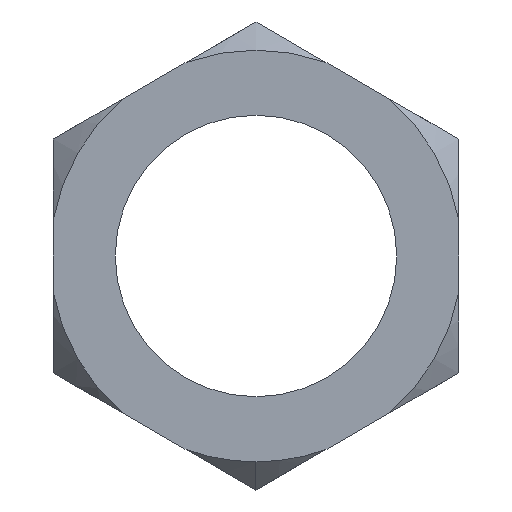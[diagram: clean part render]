
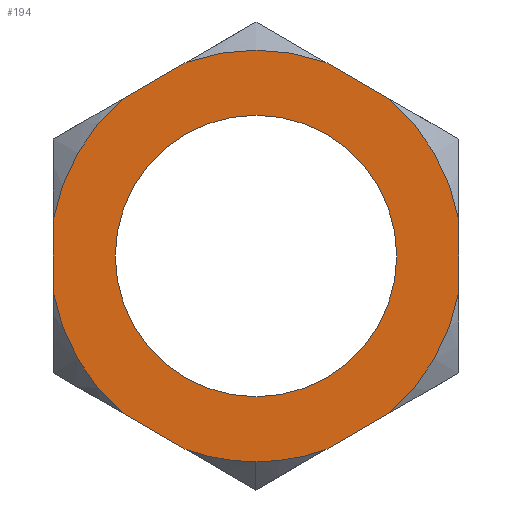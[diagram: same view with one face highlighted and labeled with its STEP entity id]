
A CAD part, left-side view. The second image highlights one B-rep face of the part: STEP entity #194.
In plain terms, the highlighted planar face has unit normal (-1, 0, 0).
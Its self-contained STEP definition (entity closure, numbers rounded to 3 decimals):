
#38 = EDGE_CURVE ( 'NONE', #642, #963, #1487, .T. ) ;
#59 = VERTEX_POINT ( 'NONE', #3081 ) ;
#72 = DIRECTION ( 'NONE',  ( 0., 0., 1. ) ) ;
#81 = DIRECTION ( 'NONE',  ( 0., 0., 1. ) ) ;
#82 = ORIENTED_EDGE ( 'NONE', *, *, #3290, .F. ) ;
#85 = VECTOR ( 'NONE', #198, 1000. ) ;
#94 = DIRECTION ( 'NONE',  ( 0., 0., 1. ) ) ;
#99 = DIRECTION ( 'NONE',  ( 1., 0., 0. ) ) ;
#109 = CARTESIAN_POINT ( 'NONE',  ( -8., 0., -20.785 ) ) ;
#110 = VERTEX_POINT ( 'NONE', #1588 ) ;
#117 = CARTESIAN_POINT ( 'NONE',  ( -8., 0., 0. ) ) ;
#120 = ORIENTED_EDGE ( 'NONE', *, *, #38, .F. ) ;
#148 = CARTESIAN_POINT ( 'NONE',  ( -8., -11.783, -13.982 ) ) ;
#164 = DIRECTION ( 'NONE',  ( 0., 0., 1. ) ) ;
#194 = ADVANCED_FACE ( 'NONE', ( #743, #2911 ), #1602, .F. ) ;
#198 = DIRECTION ( 'NONE',  ( 0., 0., 1. ) ) ;
#228 = DIRECTION ( 'NONE',  ( 0., 0., -1. ) ) ;
#308 = ORIENTED_EDGE ( 'NONE', *, *, #520, .T. ) ;
#310 = VECTOR ( 'NONE', #3403, 1000. ) ;
#326 = AXIS2_PLACEMENT_3D ( 'NONE', #814, #3461, #511 ) ;
#339 = DIRECTION ( 'NONE',  ( -1., 0., 0. ) ) ;
#341 = AXIS2_PLACEMENT_3D ( 'NONE', #2022, #1682, #94 ) ;
#392 = EDGE_CURVE ( 'NONE', #3325, #59, #974, .T. ) ;
#441 = EDGE_CURVE ( 'NONE', #2249, #2797, #1420, .T. ) ;
#506 = AXIS2_PLACEMENT_3D ( 'NONE', #998, #1824, #228 ) ;
#511 = DIRECTION ( 'NONE',  ( 0., 0., 1. ) ) ;
#520 = EDGE_CURVE ( 'NONE', #916, #2706, #2760, .T. ) ;
#524 = CARTESIAN_POINT ( 'NONE',  ( -8., 11.783, -13.982 ) ) ;
#528 = VERTEX_POINT ( 'NONE', #2236 ) ;
#613 = DIRECTION ( 'NONE',  ( 0., 0.866, -0.5 ) ) ;
#642 = VERTEX_POINT ( 'NONE', #3122 ) ;
#662 = VERTEX_POINT ( 'NONE', #2173 ) ;
#676 = AXIS2_PLACEMENT_3D ( 'NONE', #3348, #1436, #81 ) ;
#713 = ORIENTED_EDGE ( 'NONE', *, *, #1654, .T. ) ;
#739 = CARTESIAN_POINT ( 'NONE',  ( -8., 0., 20.785 ) ) ;
#743 = FACE_BOUND ( 'NONE', #1894, .T. ) ;
#751 = CARTESIAN_POINT ( 'NONE',  ( -8., 6.217, 17.195 ) ) ;
#814 = CARTESIAN_POINT ( 'NONE',  ( -8., 0., 0. ) ) ;
#912 = DIRECTION ( 'NONE',  ( 0., 0., 1. ) ) ;
#916 = VERTEX_POINT ( 'NONE', #2234 ) ;
#963 = VERTEX_POINT ( 'NONE', #524 ) ;
#974 = CIRCLE ( 'NONE', #2053, 18.285 ) ;
#998 = CARTESIAN_POINT ( 'NONE',  ( -8., 0., 0. ) ) ;
#1000 = CARTESIAN_POINT ( 'NONE',  ( -8., 0., 12.5 ) ) ;
#1015 = LINE ( 'NONE', #3418, #85 ) ;
#1088 = EDGE_CURVE ( 'NONE', #1324, #2704, #1395, .T. ) ;
#1091 = CARTESIAN_POINT ( 'NONE',  ( -8., 0., 0. ) ) ;
#1116 = CIRCLE ( 'NONE', #3247, 18.285 ) ;
#1125 = EDGE_CURVE ( 'NONE', #2249, #2706, #3048, .T. ) ;
#1148 = ORIENTED_EDGE ( 'NONE', *, *, #392, .T. ) ;
#1193 = DIRECTION ( 'NONE',  ( 0., 0.866, 0.5 ) ) ;
#1285 = VECTOR ( 'NONE', #2894, 1000. ) ;
#1288 = AXIS2_PLACEMENT_3D ( 'NONE', #3006, #99, #3344 ) ;
#1324 = VERTEX_POINT ( 'NONE', #1000 ) ;
#1395 = CIRCLE ( 'NONE', #1288, 12.5 ) ;
#1409 = AXIS2_PLACEMENT_3D ( 'NONE', #1091, #2703, #1909 ) ;
#1418 = ORIENTED_EDGE ( 'NONE', *, *, #1432, .F. ) ;
#1420 = CIRCLE ( 'NONE', #341, 18.285 ) ;
#1432 = EDGE_CURVE ( 'NONE', #3325, #3292, #3147, .T. ) ;
#1436 = DIRECTION ( 'NONE',  ( -1., 0., 0. ) ) ;
#1451 = AXIS2_PLACEMENT_3D ( 'NONE', #3061, #339, #72 ) ;
#1487 = LINE ( 'NONE', #109, #2925 ) ;
#1533 = EDGE_CURVE ( 'NONE', #528, #59, #1015, .T. ) ;
#1588 = CARTESIAN_POINT ( 'NONE',  ( -8., -6.217, 17.195 ) ) ;
#1602 = PLANE ( 'NONE',  #506 ) ;
#1621 = ORIENTED_EDGE ( 'NONE', *, *, #3206, .T. ) ;
#1628 = CARTESIAN_POINT ( 'NONE',  ( -8., -18., -3.214 ) ) ;
#1654 = EDGE_CURVE ( 'NONE', #528, #963, #1907, .T. ) ;
#1668 = VERTEX_POINT ( 'NONE', #3046 ) ;
#1682 = DIRECTION ( 'NONE',  ( -1., 0., 0. ) ) ;
#1746 = DIRECTION ( 'NONE',  ( -1., 0., 0. ) ) ;
#1755 = ORIENTED_EDGE ( 'NONE', *, *, #2993, .T. ) ;
#1798 = EDGE_LOOP ( 'NONE', ( #2035, #3221, #2422, #2733, #82, #1621, #1418, #1148, #2005, #713, #120, #1755, #308 ) ) ;
#1824 = DIRECTION ( 'NONE',  ( 1., 0., 0. ) ) ;
#1853 = VECTOR ( 'NONE', #613, 1000. ) ;
#1857 = CARTESIAN_POINT ( 'NONE',  ( -8., -6.217, -17.195 ) ) ;
#1865 = CIRCLE ( 'NONE', #326, 18.285 ) ;
#1893 = ORIENTED_EDGE ( 'NONE', *, *, #2857, .T. ) ;
#1894 = EDGE_LOOP ( 'NONE', ( #3105, #1893 ) ) ;
#1907 = CIRCLE ( 'NONE', #3014, 18.285 ) ;
#1909 = DIRECTION ( 'NONE',  ( 0., 0., -1. ) ) ;
#2005 = ORIENTED_EDGE ( 'NONE', *, *, #1533, .F. ) ;
#2022 = CARTESIAN_POINT ( 'NONE',  ( -8., 0., 0. ) ) ;
#2027 = CARTESIAN_POINT ( 'NONE',  ( -8., -18., -10.392 ) ) ;
#2035 = ORIENTED_EDGE ( 'NONE', *, *, #1125, .F. ) ;
#2053 = AXIS2_PLACEMENT_3D ( 'NONE', #2456, #2517, #912 ) ;
#2086 = LINE ( 'NONE', #2879, #1285 ) ;
#2108 = CARTESIAN_POINT ( 'NONE',  ( -8., 0., 0. ) ) ;
#2150 = CARTESIAN_POINT ( 'NONE',  ( -8., 0., -12.5 ) ) ;
#2173 = CARTESIAN_POINT ( 'NONE',  ( -8., -11.783, 13.982 ) ) ;
#2234 = CARTESIAN_POINT ( 'NONE',  ( -8., 0., -18.285 ) ) ;
#2236 = CARTESIAN_POINT ( 'NONE',  ( -8., 18., -3.214 ) ) ;
#2249 = VERTEX_POINT ( 'NONE', #148 ) ;
#2297 = CARTESIAN_POINT ( 'NONE',  ( -8., 11.783, 13.982 ) ) ;
#2316 = DIRECTION ( 'NONE',  ( -1., 0., 0. ) ) ;
#2332 = EDGE_CURVE ( 'NONE', #1668, #2797, #2086, .T. ) ;
#2353 = CIRCLE ( 'NONE', #676, 18.285 ) ;
#2422 = ORIENTED_EDGE ( 'NONE', *, *, #2332, .F. ) ;
#2456 = CARTESIAN_POINT ( 'NONE',  ( -8., 0., 0. ) ) ;
#2464 = VECTOR ( 'NONE', #3170, 1000. ) ;
#2471 = CIRCLE ( 'NONE', #1409, 12.5 ) ;
#2517 = DIRECTION ( 'NONE',  ( -1., 0., 0. ) ) ;
#2703 = DIRECTION ( 'NONE',  ( 1., 0., 0. ) ) ;
#2704 = VERTEX_POINT ( 'NONE', #2150 ) ;
#2706 = VERTEX_POINT ( 'NONE', #1857 ) ;
#2733 = ORIENTED_EDGE ( 'NONE', *, *, #3250, .T. ) ;
#2742 = DIRECTION ( 'NONE',  ( 0., 0., 1. ) ) ;
#2760 = CIRCLE ( 'NONE', #1451, 18.285 ) ;
#2797 = VERTEX_POINT ( 'NONE', #1628 ) ;
#2857 = EDGE_CURVE ( 'NONE', #2704, #1324, #2471, .T. ) ;
#2879 = CARTESIAN_POINT ( 'NONE',  ( -8., -18., 10.392 ) ) ;
#2894 = DIRECTION ( 'NONE',  ( 0., 0., -1. ) ) ;
#2911 = FACE_OUTER_BOUND ( 'NONE', #1798, .T. ) ;
#2925 = VECTOR ( 'NONE', #1193, 1000. ) ;
#2993 = EDGE_CURVE ( 'NONE', #642, #916, #1865, .T. ) ;
#3006 = CARTESIAN_POINT ( 'NONE',  ( -8., 0., 0. ) ) ;
#3014 = AXIS2_PLACEMENT_3D ( 'NONE', #117, #1746, #2742 ) ;
#3046 = CARTESIAN_POINT ( 'NONE',  ( -8., -18., 3.214 ) ) ;
#3048 = LINE ( 'NONE', #2027, #1853 ) ;
#3061 = CARTESIAN_POINT ( 'NONE',  ( -8., 0., 0. ) ) ;
#3081 = CARTESIAN_POINT ( 'NONE',  ( -8., 18., 3.214 ) ) ;
#3105 = ORIENTED_EDGE ( 'NONE', *, *, #1088, .T. ) ;
#3106 = CARTESIAN_POINT ( 'NONE',  ( -8., 18., 10.392 ) ) ;
#3122 = CARTESIAN_POINT ( 'NONE',  ( -8., 6.217, -17.195 ) ) ;
#3147 = LINE ( 'NONE', #3106, #310 ) ;
#3160 = LINE ( 'NONE', #739, #2464 ) ;
#3170 = DIRECTION ( 'NONE',  ( 0., -0.866, -0.5 ) ) ;
#3206 = EDGE_CURVE ( 'NONE', #110, #3292, #2353, .T. ) ;
#3221 = ORIENTED_EDGE ( 'NONE', *, *, #441, .T. ) ;
#3247 = AXIS2_PLACEMENT_3D ( 'NONE', #2108, #2316, #164 ) ;
#3250 = EDGE_CURVE ( 'NONE', #1668, #662, #1116, .T. ) ;
#3290 = EDGE_CURVE ( 'NONE', #110, #662, #3160, .T. ) ;
#3292 = VERTEX_POINT ( 'NONE', #751 ) ;
#3325 = VERTEX_POINT ( 'NONE', #2297 ) ;
#3344 = DIRECTION ( 'NONE',  ( 0., 0., -1. ) ) ;
#3348 = CARTESIAN_POINT ( 'NONE',  ( -8., 0., 0. ) ) ;
#3403 = DIRECTION ( 'NONE',  ( 0., -0.866, 0.5 ) ) ;
#3418 = CARTESIAN_POINT ( 'NONE',  ( -8., 18., -10.392 ) ) ;
#3461 = DIRECTION ( 'NONE',  ( -1., 0., 0. ) ) ;
